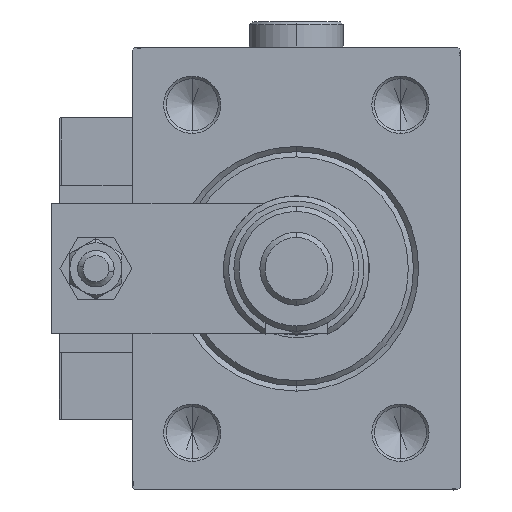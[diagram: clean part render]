
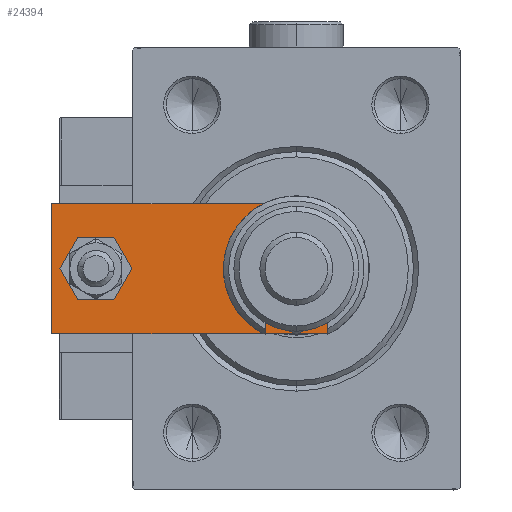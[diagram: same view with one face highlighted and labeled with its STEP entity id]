
A CAD part, left-side view. The second image highlights one B-rep face of the part: STEP entity #24394.
In plain terms, the highlighted face is planar.
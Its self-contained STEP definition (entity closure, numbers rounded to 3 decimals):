
#105 = DIRECTION ( 'NONE',  ( 0., 0., 1. ) ) ;
#173 = ORIENTED_EDGE ( 'NONE', *, *, #22987, .T. ) ;
#555 = LINE ( 'NONE', #9525, #13048 ) ;
#1267 = AXIS2_PLACEMENT_3D ( 'NONE', #28538, #15674, #38025 ) ;
#1345 = CIRCLE ( 'NONE', #14749, 4. ) ;
#1659 = CARTESIAN_POINT ( 'NONE',  ( -12.5, 60., 6. ) ) ;
#1825 = EDGE_CURVE ( 'NONE', #42374, #53650, #1345, .T. ) ;
#1938 = EDGE_LOOP ( 'NONE', ( #2271, #42667 ) ) ;
#2271 = ORIENTED_EDGE ( 'NONE', *, *, #1825, .F. ) ;
#2478 = CARTESIAN_POINT ( 'NONE',  ( 0., 0., 6. ) ) ;
#2863 = EDGE_CURVE ( 'NONE', #31533, #30732, #25502, .T. ) ;
#4530 = CARTESIAN_POINT ( 'NONE',  ( 2.75, -2.75, 6. ) ) ;
#4552 = VERTEX_POINT ( 'NONE', #1659 ) ;
#5245 = ORIENTED_EDGE ( 'NONE', *, *, #26810, .T. ) ;
#5710 = DIRECTION ( 'NONE',  ( 0., 0., 1. ) ) ;
#6397 = DIRECTION ( 'NONE',  ( 0., 1., 0. ) ) ;
#7239 = EDGE_CURVE ( 'NONE', #27322, #4552, #35146, .T. ) ;
#8247 = DIRECTION ( 'NONE',  ( 1., 0., 0. ) ) ;
#8623 = VERTEX_POINT ( 'NONE', #29687 ) ;
#8682 = DIRECTION ( 'NONE',  ( 0., -1., 0. ) ) ;
#9525 = CARTESIAN_POINT ( 'NONE',  ( -12.5, 60., 6. ) ) ;
#9886 = EDGE_CURVE ( 'NONE', #37081, #27322, #27917, .T. ) ;
#11371 = EDGE_LOOP ( 'NONE', ( #30634, #16197 ) ) ;
#11549 = CARTESIAN_POINT ( 'NONE',  ( -12.5, 0., 6. ) ) ;
#11613 = AXIS2_PLACEMENT_3D ( 'NONE', #2478, #20094, #19560 ) ;
#12020 = LINE ( 'NONE', #24604, #37597 ) ;
#12925 = VECTOR ( 'NONE', #6397, 1000. ) ;
#13048 = VECTOR ( 'NONE', #8682, 1000. ) ;
#13187 = EDGE_CURVE ( 'NONE', #4552, #23065, #555, .T. ) ;
#13563 = VECTOR ( 'NONE', #28596, 1000. ) ;
#14749 = AXIS2_PLACEMENT_3D ( 'NONE', #25581, #105, #8247 ) ;
#15096 = CARTESIAN_POINT ( 'NONE',  ( -5.5, 0., 6. ) ) ;
#15674 = DIRECTION ( 'NONE',  ( 0., 0., 1. ) ) ;
#15887 = VECTOR ( 'NONE', #51416, 1000. ) ;
#16179 = CARTESIAN_POINT ( 'NONE',  ( 8.25, 13., 6. ) ) ;
#16197 = ORIENTED_EDGE ( 'NONE', *, *, #36284, .F. ) ;
#18203 = DIRECTION ( 'NONE',  ( 0., 0., 1. ) ) ;
#18358 = CARTESIAN_POINT ( 'NONE',  ( 12.5, 60., 6. ) ) ;
#18446 = FACE_BOUND ( 'NONE', #1938, .T. ) ;
#19560 = DIRECTION ( 'NONE',  ( 1., 0., 0. ) ) ;
#20094 = DIRECTION ( 'NONE',  ( 0., 0., 1. ) ) ;
#22530 = ORIENTED_EDGE ( 'NONE', *, *, #9886, .T. ) ;
#22542 = CIRCLE ( 'NONE', #30554, 8.25 ) ;
#22987 = EDGE_CURVE ( 'NONE', #8623, #37081, #25791, .T. ) ;
#23065 = VERTEX_POINT ( 'NONE', #47917 ) ;
#23466 = FACE_OUTER_BOUND ( 'NONE', #32028, .T. ) ;
#23718 = AXIS2_PLACEMENT_3D ( 'NONE', #39014, #5710, #52205 ) ;
#24394 = ADVANCED_FACE ( 'NONE', ( #18446, #23466, #32686 ), #32964, .T. ) ;
#24604 = CARTESIAN_POINT ( 'NONE',  ( -2.75, -2.75, 6. ) ) ;
#25502 = CIRCLE ( 'NONE', #23718, 8.25 ) ;
#25581 = CARTESIAN_POINT ( 'NONE',  ( 0., 51.5, 6. ) ) ;
#25791 = LINE ( 'NONE', #4530, #50863 ) ;
#25948 = ORIENTED_EDGE ( 'NONE', *, *, #13187, .T. ) ;
#26039 = CARTESIAN_POINT ( 'NONE',  ( 0., 13., 6. ) ) ;
#26810 = EDGE_CURVE ( 'NONE', #23065, #53101, #12020, .T. ) ;
#27322 = VERTEX_POINT ( 'NONE', #18358 ) ;
#27917 = LINE ( 'NONE', #44998, #12925 ) ;
#28538 = CARTESIAN_POINT ( 'NONE',  ( 0., 51.5, 6. ) ) ;
#28596 = DIRECTION ( 'NONE',  ( 1., 0., 0. ) ) ;
#29077 = DIRECTION ( 'NONE',  ( 0.707, -0.707, 0. ) ) ;
#29687 = CARTESIAN_POINT ( 'NONE',  ( 5.5, 0., 6. ) ) ;
#30554 = AXIS2_PLACEMENT_3D ( 'NONE', #26039, #18203, #47340 ) ;
#30634 = ORIENTED_EDGE ( 'NONE', *, *, #2863, .F. ) ;
#30732 = VERTEX_POINT ( 'NONE', #16179 ) ;
#31533 = VERTEX_POINT ( 'NONE', #47611 ) ;
#32028 = EDGE_LOOP ( 'NONE', ( #25948, #5245, #41026, #173, #22530, #38197 ) ) ;
#32686 = FACE_BOUND ( 'NONE', #11371, .T. ) ;
#32964 = PLANE ( 'NONE',  #11613 ) ;
#34303 = CARTESIAN_POINT ( 'NONE',  ( 12.5, 60., 6. ) ) ;
#35146 = LINE ( 'NONE', #34303, #15887 ) ;
#36244 = EDGE_CURVE ( 'NONE', #53101, #8623, #54092, .T. ) ;
#36284 = EDGE_CURVE ( 'NONE', #30732, #31533, #22542, .T. ) ;
#37081 = VERTEX_POINT ( 'NONE', #39345 ) ;
#37597 = VECTOR ( 'NONE', #29077, 1000. ) ;
#38025 = DIRECTION ( 'NONE',  ( 1., 0., 0. ) ) ;
#38197 = ORIENTED_EDGE ( 'NONE', *, *, #7239, .T. ) ;
#38383 = DIRECTION ( 'NONE',  ( 0.707, 0.707, 0. ) ) ;
#39014 = CARTESIAN_POINT ( 'NONE',  ( 0., 13., 6. ) ) ;
#39345 = CARTESIAN_POINT ( 'NONE',  ( 12.5, 7., 6. ) ) ;
#41026 = ORIENTED_EDGE ( 'NONE', *, *, #36244, .T. ) ;
#41232 = EDGE_CURVE ( 'NONE', #53650, #42374, #44181, .T. ) ;
#42321 = CARTESIAN_POINT ( 'NONE',  ( 4., 51.5, 6. ) ) ;
#42374 = VERTEX_POINT ( 'NONE', #46245 ) ;
#42667 = ORIENTED_EDGE ( 'NONE', *, *, #41232, .F. ) ;
#44181 = CIRCLE ( 'NONE', #1267, 4. ) ;
#44998 = CARTESIAN_POINT ( 'NONE',  ( 12.5, 0., 6. ) ) ;
#46245 = CARTESIAN_POINT ( 'NONE',  ( -4., 51.5, 6. ) ) ;
#47340 = DIRECTION ( 'NONE',  ( 1., 0., 0. ) ) ;
#47611 = CARTESIAN_POINT ( 'NONE',  ( -8.25, 13., 6. ) ) ;
#47917 = CARTESIAN_POINT ( 'NONE',  ( -12.5, 7., 6. ) ) ;
#50863 = VECTOR ( 'NONE', #38383, 1000. ) ;
#51416 = DIRECTION ( 'NONE',  ( -1., 0., 0. ) ) ;
#52205 = DIRECTION ( 'NONE',  ( 1., 0., 0. ) ) ;
#53101 = VERTEX_POINT ( 'NONE', #15096 ) ;
#53650 = VERTEX_POINT ( 'NONE', #42321 ) ;
#54092 = LINE ( 'NONE', #11549, #13563 ) ;
